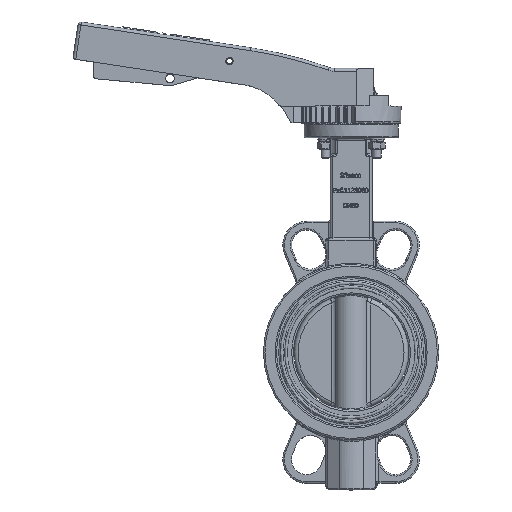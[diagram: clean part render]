
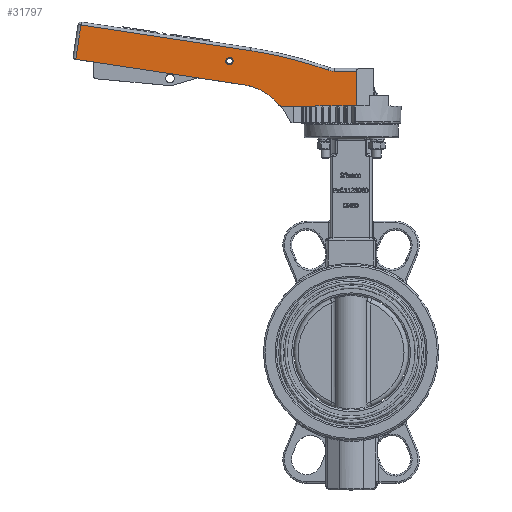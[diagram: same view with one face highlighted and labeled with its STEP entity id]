
A CAD part, top view. The second image highlights one B-rep face of the part: STEP entity #31797.
In plain terms, the highlighted planar face has unit normal (0, 0, 1).
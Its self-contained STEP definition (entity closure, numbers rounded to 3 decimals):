
#4268=LINE('',#60578,#6633);
#4269=LINE('',#60593,#6634);
#4273=LINE('',#60607,#6638);
#4276=LINE('',#60632,#6641);
#4286=LINE('',#60667,#6651);
#4287=LINE('',#60673,#6652);
#4288=LINE('',#60674,#6653);
#6633=VECTOR('',#38688,15.257);
#6634=VECTOR('',#38709,118.);
#6638=VECTOR('',#38725,24.);
#6641=VECTOR('',#38762,24.);
#6651=VECTOR('',#38780,118.);
#6652=VECTOR('',#38785,17.874);
#6653=VECTOR('',#38786,34.124);
#7545=PLANE('',#33445);
#7818=FACE_BOUND('',#11256,.T.);
#9348=FACE_OUTER_BOUND('',#11255,.T.);
#11255=EDGE_LOOP('',(#27130,#27131,#27132,#27133,#27134,#27135,#27136,#27137,
#27138,#27139,#27140));
#11256=EDGE_LOOP('',(#27141));
#11989=CIRCLE('',#33411,12.);
#11992=CIRCLE('',#33415,291.388);
#12005=CIRCLE('',#33446,36.317);
#12006=CIRCLE('',#33447,2.);
#12007=CIRCLE('',#33448,2.5);
#14697=VERTEX_POINT('',#60571);
#14700=VERTEX_POINT('',#60576);
#14702=VERTEX_POINT('',#60581);
#14703=VERTEX_POINT('',#60586);
#14704=VERTEX_POINT('',#60591);
#14707=VERTEX_POINT('',#60599);
#14713=VERTEX_POINT('',#60631);
#14726=VERTEX_POINT('',#60666);
#14727=VERTEX_POINT('',#60668);
#14728=VERTEX_POINT('',#60670);
#14729=VERTEX_POINT('',#60672);
#14730=VERTEX_POINT('',#60675);
#18899=EDGE_CURVE('',#14700,#14697,#4268,.T.);
#18901=EDGE_CURVE('',#14702,#14700,#11989,.T.);
#18904=EDGE_CURVE('',#14703,#14702,#11992,.T.);
#18907=EDGE_CURVE('',#14704,#14703,#4269,.T.);
#18914=EDGE_CURVE('',#14707,#14704,#4273,.T.);
#18927=EDGE_CURVE('',#14713,#14697,#4276,.T.);
#18941=EDGE_CURVE('',#14707,#14726,#4286,.T.);
#18942=EDGE_CURVE('',#14726,#14727,#12005,.T.);
#18943=EDGE_CURVE('',#14727,#14728,#12006,.T.);
#18944=EDGE_CURVE('',#14728,#14729,#4287,.T.);
#18945=EDGE_CURVE('',#14713,#14729,#4288,.T.);
#18946=EDGE_CURVE('',#14730,#14730,#12007,.T.);
#27130=ORIENTED_EDGE('',*,*,#18899,.F.);
#27131=ORIENTED_EDGE('',*,*,#18901,.F.);
#27132=ORIENTED_EDGE('',*,*,#18904,.F.);
#27133=ORIENTED_EDGE('',*,*,#18907,.F.);
#27134=ORIENTED_EDGE('',*,*,#18914,.F.);
#27135=ORIENTED_EDGE('',*,*,#18941,.T.);
#27136=ORIENTED_EDGE('',*,*,#18942,.T.);
#27137=ORIENTED_EDGE('',*,*,#18943,.T.);
#27138=ORIENTED_EDGE('',*,*,#18944,.T.);
#27139=ORIENTED_EDGE('',*,*,#18945,.F.);
#27140=ORIENTED_EDGE('',*,*,#18927,.T.);
#27141=ORIENTED_EDGE('',*,*,#18946,.T.);
#31797=ADVANCED_FACE('',(#9348,#7818),#7545,.F.);
#33411=AXIS2_PLACEMENT_3D('',#60583,#38693,#38694);
#33415=AXIS2_PLACEMENT_3D('',#60588,#38701,#38702);
#33445=AXIS2_PLACEMENT_3D('',#60665,#38778,#38779);
#33446=AXIS2_PLACEMENT_3D('',#60669,#38781,#38782);
#33447=AXIS2_PLACEMENT_3D('',#60671,#38783,#38784);
#33448=AXIS2_PLACEMENT_3D('',#60676,#38787,#38788);
#38688=DIRECTION('',(1.,0.,0.));
#38693=DIRECTION('center_axis',(0.,0.,
1.));
#38694=DIRECTION('ref_axis',(-0.17,-0.985,0.));
#38701=DIRECTION('center_axis',(0.,0.,
-1.));
#38702=DIRECTION('ref_axis',(0.244,0.97,0.));
#38709=DIRECTION('',(0.989,-0.15,0.));
#38725=DIRECTION('',(0.15,0.989,0.));
#38762=DIRECTION('',(0.,1.,0.));
#38778=DIRECTION('center_axis',(0.,0.,
-1.));
#38779=DIRECTION('ref_axis',(-1.,0.,0.));
#38780=DIRECTION('',(0.989,-0.15,0.));
#38781=DIRECTION('center_axis',(0.,0.,
-1.));
#38782=DIRECTION('ref_axis',(-0.15,-0.989,0.));
#38783=DIRECTION('center_axis',(0.,0.,
1.));
#38784=DIRECTION('ref_axis',(0.,-1.,0.));
#38785=DIRECTION('',(1.,0.,0.));
#38786=DIRECTION('',(-1.,0.,0.));
#38787=DIRECTION('center_axis',(0.,0.,
-1.));
#38788=DIRECTION('ref_axis',(1.,0.,0.));
#60571=CARTESIAN_POINT('',(3.5,194.,13.));
#60576=CARTESIAN_POINT('',(-11.757,194.,13.));
#60578=CARTESIAN_POINT('',(-48.39,194.,13.));
#60581=CARTESIAN_POINT('',(-15.784,194.696,13.));
#60583=CARTESIAN_POINT('Origin',(-11.757,206.,13.));
#60586=CARTESIAN_POINT('',(-69.831,208.291,13.));
#60588=CARTESIAN_POINT('Origin',(-113.563,-79.797,13.));
#60591=CARTESIAN_POINT('',(-186.495,226.,13.));
#60593=CARTESIAN_POINT('',(-134.793,218.152,13.));
#60599=CARTESIAN_POINT('',(-190.097,202.272,13.));
#60607=CARTESIAN_POINT('',(-189.261,207.777,13.));
#60631=CARTESIAN_POINT('',(3.5,170.,13.));
#60632=CARTESIAN_POINT('',(3.5,196.793,13.));
#60665=CARTESIAN_POINT('Origin',(-85.022,197.585,13.));
#60666=CARTESIAN_POINT('',(-73.433,184.562,13.));
#60667=CARTESIAN_POINT('',(-73.433,184.562,13.));
#60668=CARTESIAN_POINT('',(-50.084,170.782,13.));
#60669=CARTESIAN_POINT('Origin',(-78.884,148.657,13.));
#60670=CARTESIAN_POINT('',(-48.498,170.,13.));
#60671=CARTESIAN_POINT('Origin',(-48.498,172.,13.));
#60672=CARTESIAN_POINT('',(-30.624,170.,13.));
#60673=CARTESIAN_POINT('',(22.5,170.,13.));
#60674=CARTESIAN_POINT('',(-42.511,170.,13.));
#60675=CARTESIAN_POINT('',(-86.5,201.,13.));
#60676=CARTESIAN_POINT('Origin',(-84.,201.,13.));
